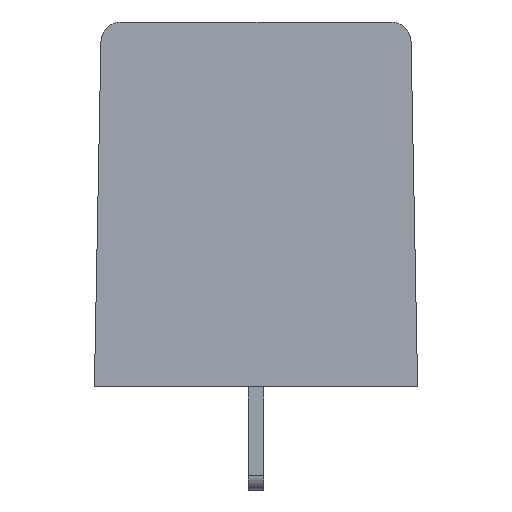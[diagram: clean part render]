
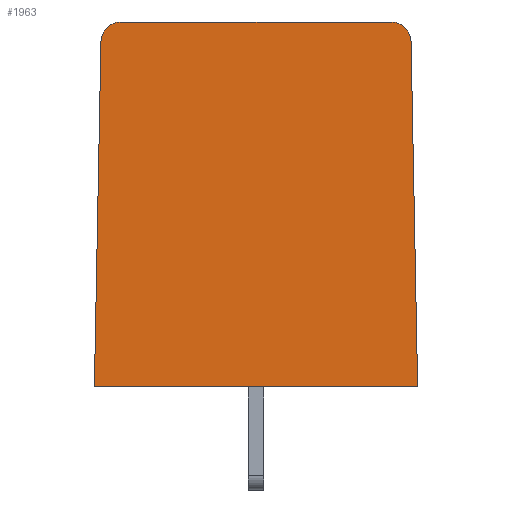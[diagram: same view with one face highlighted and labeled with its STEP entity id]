
A CAD part, left-side view. The second image highlights one B-rep face of the part: STEP entity #1963.
In plain terms, the highlighted planar face has unit normal (-1, 0, 0.011).
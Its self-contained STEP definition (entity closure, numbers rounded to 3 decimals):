
#1963=ADVANCED_FACE('',(#5139),#5141,.T.);
#5139=FACE_BOUND('',#5140,.T.);
#5140=EDGE_LOOP('',(#7845,#7846,#7847,#7848,#7849,#7850));
#5141=PLANE('',#5142);
#5142=AXIS2_PLACEMENT_3D('',#5143,#5144,#5145);
#5143=CARTESIAN_POINT('',(-15.2,8.15,0.));
#5144=DIRECTION('',(-1.,0.,0.011));
#5145=DIRECTION('',(0.,-1.,0.));
#7845=ORIENTED_EDGE('',*,*,#9385,.F.);
#7846=ORIENTED_EDGE('',*,*,#9394,.F.);
#7847=ORIENTED_EDGE('',*,*,#9392,.F.);
#7848=ORIENTED_EDGE('',*,*,#9391,.F.);
#7849=ORIENTED_EDGE('',*,*,#9388,.T.);
#7850=ORIENTED_EDGE('',*,*,#9386,.T.);
#9385=EDGE_CURVE('',#10753,#10751,#10755,.F.);
#9386=EDGE_CURVE('',#10756,#10751,#10757,.T.);
#9388=EDGE_CURVE('',#10759,#10756,#10760,.T.);
#9391=EDGE_CURVE('',#10759,#10762,#10764,.T.);
#9392=EDGE_CURVE('',#10762,#10765,#10766,.T.);
#9394=EDGE_CURVE('',#10765,#10753,#10768,.T.);
#10751=VERTEX_POINT('',#13490);
#10753=VERTEX_POINT('',#13494);
#10755=(BOUNDED_CURVE()B_SPLINE_CURVE(3,
(#13498,#13499,#13500,#13501),
.UNSPECIFIED.,.F.,.F.)B_SPLINE_CURVE_WITH_KNOTS((4,4),
(0.,1.),
.UNSPECIFIED.)CURVE()GEOMETRIC_REPRESENTATION_ITEM()RATIONAL_B_SPLINE_CURVE((1.,
0.809,0.809,1.))REPRESENTATION_ITEM(''));
#10756=VERTEX_POINT('',#13502);
#10757=LINE('',#13503,#13504);
#10759=VERTEX_POINT('',#13509);
#10760=LINE('',#13510,#13511);
#10762=VERTEX_POINT('',#13516);
#10764=LINE('',#13520,#13521);
#10765=VERTEX_POINT('',#13523);
#10766=(BOUNDED_CURVE()B_SPLINE_CURVE(3,
(#13524,#13525,#13526,#13527),
.UNSPECIFIED.,.F.,.F.)B_SPLINE_CURVE_WITH_KNOTS((4,4),
(0.,1.),
.UNSPECIFIED.)CURVE()GEOMETRIC_REPRESENTATION_ITEM()RATIONAL_B_SPLINE_CURVE((1.,
0.809,0.809,1.))REPRESENTATION_ITEM(''));
#10768=LINE('',#13531,#13532);
#13490=CARTESIAN_POINT('',(-15.011,-7.819,17.419));
#13494=CARTESIAN_POINT('',(-15.,-6.819,18.4));
#13498=CARTESIAN_POINT('',(-15.011,-7.819,17.419));
#13499=CARTESIAN_POINT('',(-15.004,-7.808,17.996));
#13500=CARTESIAN_POINT('',(-15.,-7.396,18.4));
#13501=CARTESIAN_POINT('',(-15.,-6.819,18.4));
#13502=CARTESIAN_POINT('',(-15.2,-8.15,0.));
#13503=CARTESIAN_POINT('',(-15.2,-8.15,0.));
#13504=VECTOR('',#13505,1.);
#13505=DIRECTION('',(0.011,0.019,1.));
#13509=CARTESIAN_POINT('',(-15.2,8.15,0.));
#13510=CARTESIAN_POINT('',(-15.2,8.15,0.));
#13511=VECTOR('',#13512,1.);
#13512=DIRECTION('',(0.,-1.,0.));
#13516=CARTESIAN_POINT('',(-15.011,7.819,17.419));
#13520=CARTESIAN_POINT('',(-15.2,8.15,0.));
#13521=VECTOR('',#13522,1.);
#13522=DIRECTION('',(0.011,-0.019,1.));
#13523=CARTESIAN_POINT('',(-15.,6.819,18.4));
#13524=CARTESIAN_POINT('',(-15.011,7.819,17.419));
#13525=CARTESIAN_POINT('',(-15.004,7.808,17.996));
#13526=CARTESIAN_POINT('',(-15.,7.396,18.4));
#13527=CARTESIAN_POINT('',(-15.,6.819,18.4));
#13531=CARTESIAN_POINT('',(-15.,6.819,18.4));
#13532=VECTOR('',#13533,1.);
#13533=DIRECTION('',(0.,-1.,0.));
